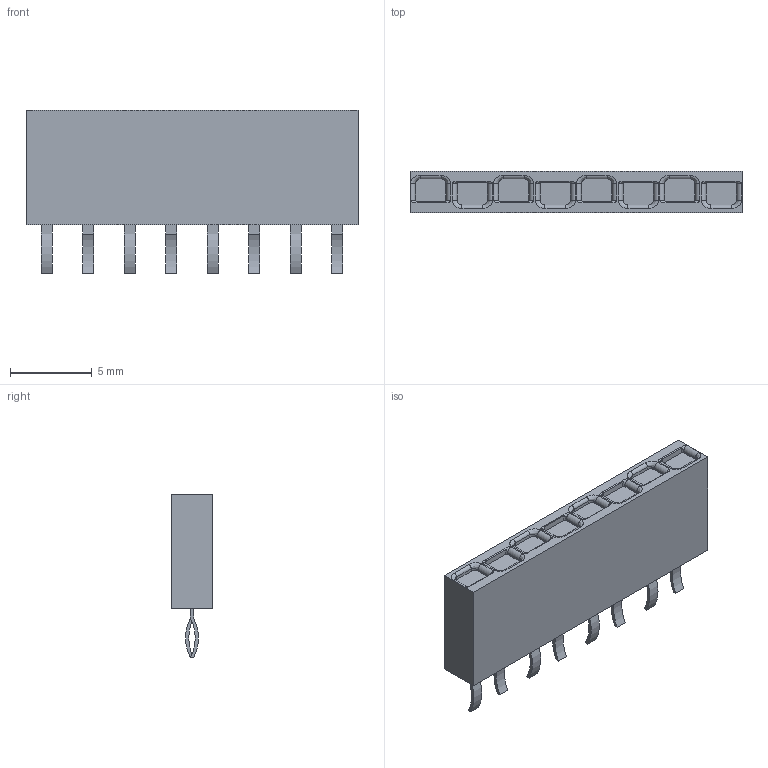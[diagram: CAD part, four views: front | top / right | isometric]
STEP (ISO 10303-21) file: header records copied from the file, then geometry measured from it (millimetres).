
FILE_DESCRIPTION((''),'2;1');
FILE_NAME('C-215297-8','2016-03-29T',('workeradm'),('Tyco Electronics Ltd.'),'CREO PARAMETRIC BY PTC INC, 2015200','CREO PARAMETRIC BY PTC INC, 2015200','');
FILE_SCHEMA(('AUTOMOTIVE_DESIGN { 1 0 10303 214 1 1 1 1 }'));
Length unit declared in the file: millimetre
Products named in the file (1): C-215297-8
Bounding box: 20.32 x 2.52 x 10 mm (x, y, z)
Volume: 353 mm3; surface area: 482.7 mm2
Topology: 1 solids, 1 shells, 206 faces, 497 edges, 310 vertices
Faces by surface type: plane 94, cylinder 80, bspline 32
Entity records: 11113 total; most frequent: CARTESIAN_POINT 6423, ORIENTED_EDGE 994, DIRECTION 909, EDGE_CURVE 497, VERTEX_POINT 310, VECTOR 305, LINE 305, AXIS2_PLACEMENT_3D 302
